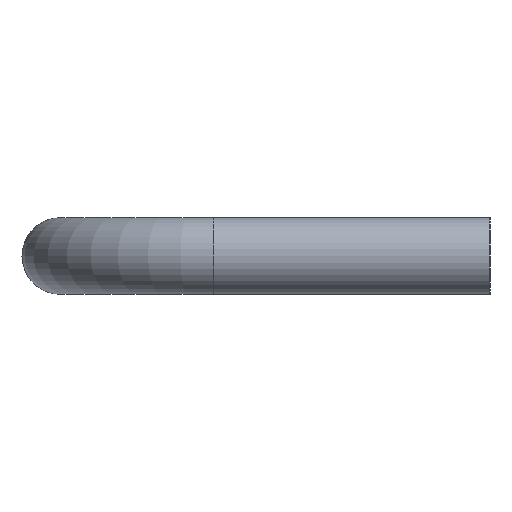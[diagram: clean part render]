
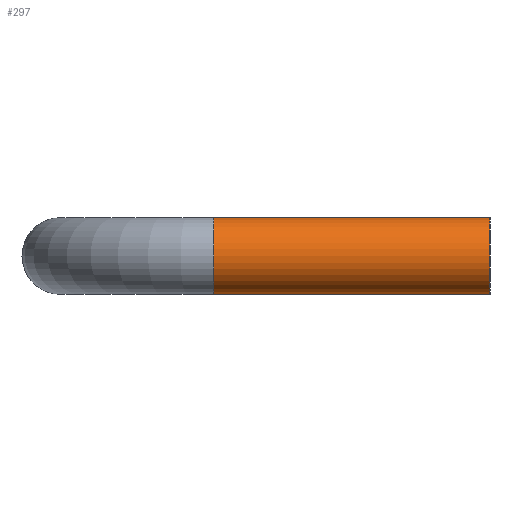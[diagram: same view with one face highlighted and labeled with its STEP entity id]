
A CAD part, left-side view. The second image highlights one B-rep face of the part: STEP entity #297.
In plain terms, the highlighted cylindrical face has radius 3.175 mm (diameter 6.35 mm), a full revolution.
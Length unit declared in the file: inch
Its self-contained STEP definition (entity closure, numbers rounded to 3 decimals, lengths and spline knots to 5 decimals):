
#221=CARTESIAN_POINT('',(-2.125,0.9,-0.));
#222=VERTEX_POINT('',#221);
#230=CARTESIAN_POINT('',(-2.,0.9,0.125));
#231=VERTEX_POINT('',#230);
#232=CARTESIAN_POINT('',(-2.,0.9,0.));
#233=DIRECTION('',(0.,1.,0.));
#234=DIRECTION('',(0.,-0.,1.));
#235=AXIS2_PLACEMENT_3D('',#232,#233,#234);
#236=CIRCLE('',#235,0.125);
#237=EDGE_CURVE('',#222,#231,#236,.T.);
#239=CARTESIAN_POINT('',(-2.,0.9,-0.125));
#240=VERTEX_POINT('',#239);
#241=CARTESIAN_POINT('',(-2.,0.9,0.));
#242=DIRECTION('',(0.,1.,0.));
#243=DIRECTION('',(0.,-0.,1.));
#244=AXIS2_PLACEMENT_3D('',#241,#242,#243);
#245=CIRCLE('',#244,0.125);
#246=EDGE_CURVE('',#231,#240,#245,.T.);
#248=CARTESIAN_POINT('',(-2.,0.9,0.));
#249=DIRECTION('',(0.,1.,0.));
#250=DIRECTION('',(0.,-0.,1.));
#251=AXIS2_PLACEMENT_3D('',#248,#249,#250);
#252=CIRCLE('',#251,0.125);
#253=EDGE_CURVE('',#240,#222,#252,.T.);
#262=CARTESIAN_POINT('',(-2.,0.9,0.));
#263=DIRECTION('',(0.,-1.,0.));
#264=DIRECTION('',(0.,0.,-1.));
#265=AXIS2_PLACEMENT_3D('',#262,#263,#264);
#266=CYLINDRICAL_SURFACE('',#265,0.125);
#267=CARTESIAN_POINT('',(-2.,0.,-0.125));
#268=VERTEX_POINT('',#267);
#269=CARTESIAN_POINT('',(-2.,-0.,-0.125));
#270=DIRECTION('',(-0.,1.,-0.));
#271=VECTOR('',#270,0.9);
#272=LINE('',#269,#271);
#273=EDGE_CURVE('',#268,#240,#272,.T.);
#274=ORIENTED_EDGE('',*,*,#273,.T.);
#275=ORIENTED_EDGE('',*,*,#246,.F.);
#276=ORIENTED_EDGE('',*,*,#237,.F.);
#277=ORIENTED_EDGE('',*,*,#253,.F.);
#278=ORIENTED_EDGE('',*,*,#273,.F.);
#279=CARTESIAN_POINT('',(-2.,0.,0.125));
#280=VERTEX_POINT('',#279);
#281=CARTESIAN_POINT('',(-2.,0.,0.));
#282=DIRECTION('',(0.,1.,0.));
#283=DIRECTION('',(0.,-0.,1.));
#284=AXIS2_PLACEMENT_3D('',#281,#282,#283);
#285=CIRCLE('',#284,0.125);
#286=EDGE_CURVE('',#268,#280,#285,.T.);
#287=ORIENTED_EDGE('',*,*,#286,.T.);
#288=CARTESIAN_POINT('',(-2.,0.,0.));
#289=DIRECTION('',(0.,1.,0.));
#290=DIRECTION('',(0.,-0.,1.));
#291=AXIS2_PLACEMENT_3D('',#288,#289,#290);
#292=CIRCLE('',#291,0.125);
#293=EDGE_CURVE('',#280,#268,#292,.T.);
#294=ORIENTED_EDGE('',*,*,#293,.T.);
#295=EDGE_LOOP('',(#274,#275,#276,#277,#278,#287,#294));
#296=FACE_BOUND('',#295,.T.);
#297=ADVANCED_FACE('',(#296),#266,.T.);
